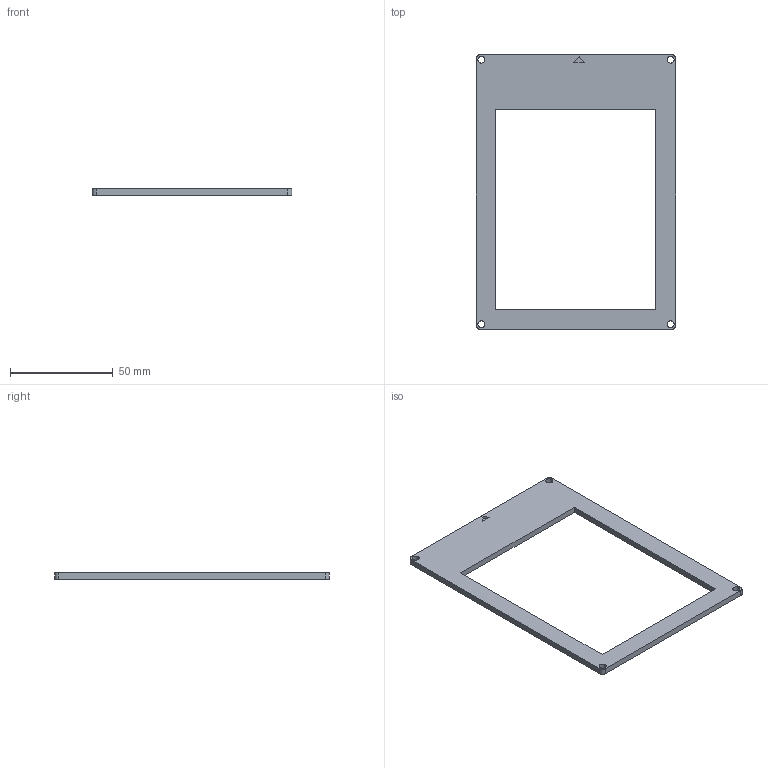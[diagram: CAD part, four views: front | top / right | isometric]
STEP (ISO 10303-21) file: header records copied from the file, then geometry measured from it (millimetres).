
FILE_DESCRIPTION(/* description */ (''),/* implementation_level */ '2;1');
FILE_NAME(/* name */ 'NumPad TOP.step',/* time_stamp */ '2025-08-31T00:25:30+01:00',/* author */ (''),/* organization */ (''),/* preprocessor_version */ 'ST-DEVELOPER v20.1',/* originating_system */ 'Autodesk Translation Framework v14.10.0.0',/* authorisation */ '');
FILE_SCHEMA (('AUTOMOTIVE_DESIGN { 1 0 10303 214 3 1 1 }'));
Length unit declared in the file: millimetre
Products named in the file (1): 2025-08-30-23-19-48-826
Bounding box: 97.07 x 133.71 x 3 mm (x, y, z)
Volume: 15998 mm3; surface area: 13238.4 mm2
Topology: 1 solids, 1 shells, 22 faces, 57 edges, 38 vertices
Faces by surface type: plane 14, cylinder 8
Full cylindrical faces by diameter (mm): 3.4 x4
Entity records: 737 total; most frequent: DIRECTION 119, CARTESIAN_POINT 118, ORIENTED_EDGE 114, EDGE_CURVE 57, LINE 41, VECTOR 41, AXIS2_PLACEMENT_3D 39, VERTEX_POINT 38
